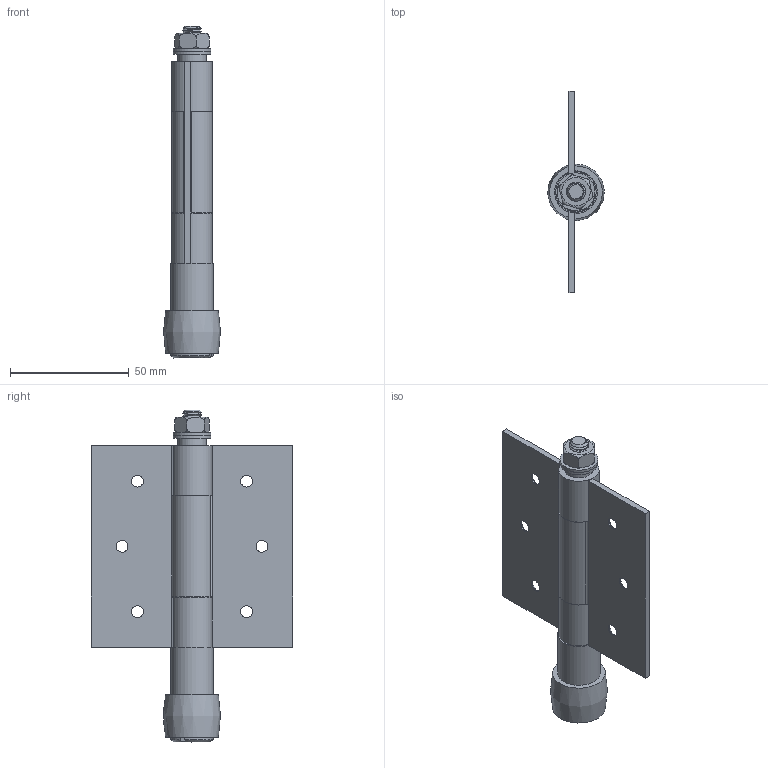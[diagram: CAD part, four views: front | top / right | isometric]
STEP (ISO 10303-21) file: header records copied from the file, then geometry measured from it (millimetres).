
FILE_DESCRIPTION(/* description */ (''),/* implementation_level */ '2;1');
FILE_NAME(/* name */ '1105.stp',/* time_stamp */ '2022-05-30T13:17:48+02:00',/* author */ ('SIMMETF'),/* organization */ (''),/* preprocessor_version */ 'ST-DEVELOPER v18.1',/* originating_system */ 'Autodesk Inventor 2021',/* authorisation */ '');
FILE_SCHEMA (('AUTOMOTIVE_DESIGN { 1 0 10303 214 3 1 1 }'));
Length unit declared in the file: millimetre
Products named in the file (1): Pièce3
Bounding box: 23.97 x 85 x 140 mm (x, y, z)
Volume: 47752.1 mm3; surface area: 33281.3 mm2
Topology: 8 solids, 8 shells, 100 faces, 221 edges, 142 vertices
Faces by surface type: plane 48, cylinder 38, cone 9, bspline 3, torus 2
Full cylindrical faces by diameter (mm): 5 x6, 6.5 x1, 6.647 x1, 8 x5, 8.2 x2, 12 x1, 14 x1, 14.3 x1, 14.5 x1, 16 x2, 18 x2, 18.5 x1
Entity records: 4693 total; most frequent: CARTESIAN_POINT 2281, DIRECTION 463, ORIENTED_EDGE 442, EDGE_CURVE 221, AXIS2_PLACEMENT_3D 182, VERTEX_POINT 142, EDGE_LOOP 127, STYLED_ITEM 108
